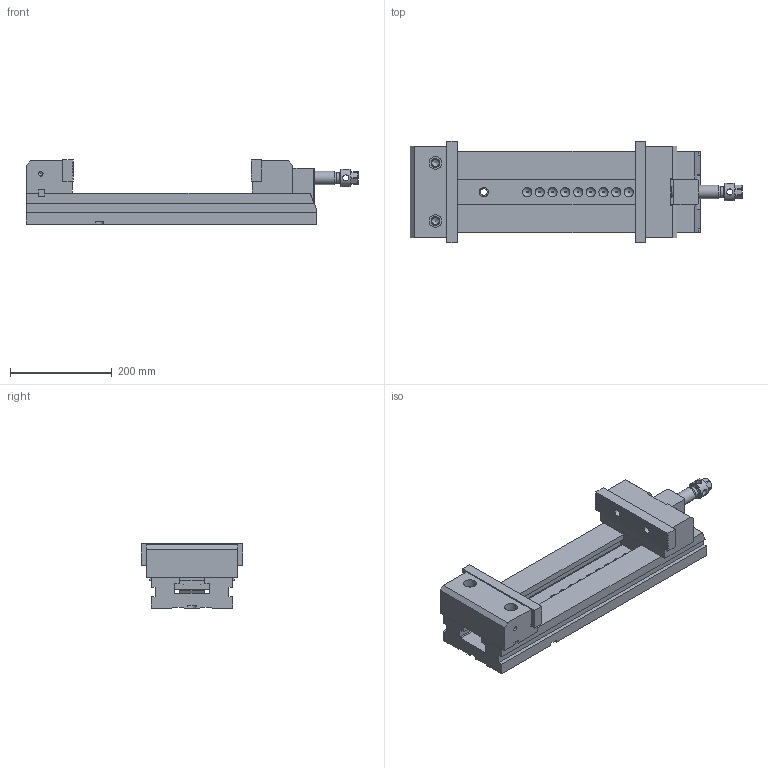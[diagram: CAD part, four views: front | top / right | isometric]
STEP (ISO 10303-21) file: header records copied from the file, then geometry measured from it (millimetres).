
FILE_DESCRIPTION(/* description */ (''),/* implementation_level */ '2;1');
FILE_NAME(/* name */ '29_200GS_Mordaza.stp',/* time_stamp */ '2013-07-15T07:36:21+02:00',/* author */ (''),/* organization */ (''),/* preprocessor_version */ 'ST-DEVELOPER v11',/* originating_system */ 'SIEMENS PLM Software NX 7.5',/* authorisation */ '');
FILE_SCHEMA (('AUTOMOTIVE_DESIGN { 1 0 10303 214 1 1 1 1 }'));
Length unit declared in the file: millimetre
Products named in the file (1): 29_200GS_Mordaza
Bounding box: 652 x 200 x 126.7 mm (x, y, z)
Volume: 6346448.4 mm3; surface area: 642279.5 mm2
Topology: 12 solids, 12 shells, 438 faces, 1188 edges, 783 vertices
Faces by surface type: plane 275, cylinder 92, cone 46, sphere 16, torus 9
Full cylindrical faces by diameter (mm): 4.351 x1, 5.188 x5, 6.985 x4, 8.4 x4, 8.782 x2, 10.579 x3, 12 x4, 12.376 x2, 13 x5, 14 x4, 14.376 x2, 15 x2, 16 x2, 16.5 x1, 17 x2, 18 x2, 19 x3, 20 x3, 21.25 x1, 23 x2, 25 x2, 26 x1, 30 x2, 33.8 x1, 34 x3
Entity records: 16011 total; most frequent: CARTESIAN_POINT 2532, DIRECTION 2068, ORIENTED_EDGE 1962, EDGE_CURVE 981, VERTEX_POINT 732, LINE 692, VECTOR 692, AXIS2_PLACEMENT_3D 688
